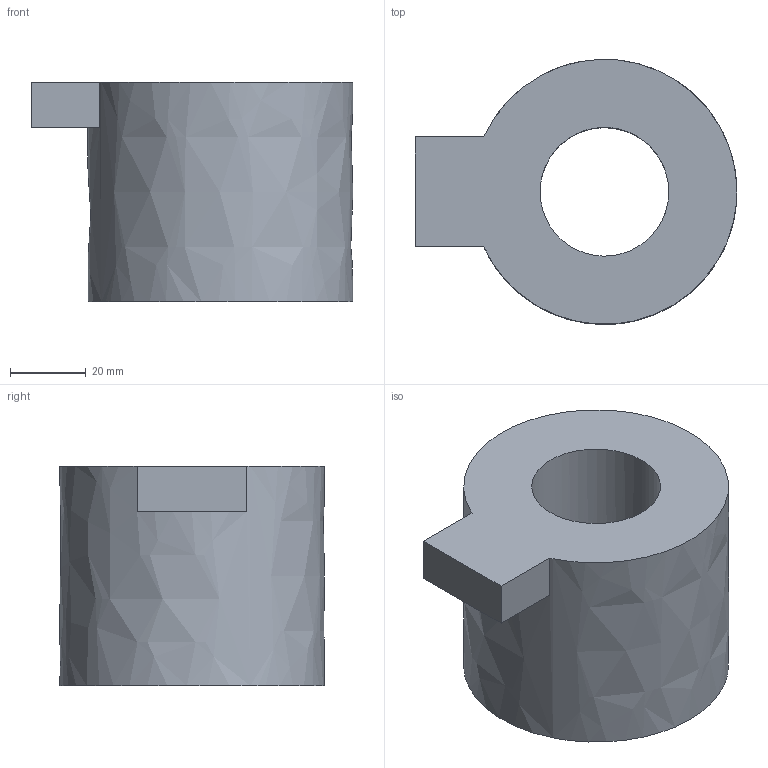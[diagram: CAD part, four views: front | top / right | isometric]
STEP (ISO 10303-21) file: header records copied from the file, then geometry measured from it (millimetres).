
FILE_DESCRIPTION(/* description */ (''),/* implementation_level */ '2;1');
FILE_NAME(/* name */ 'E-TKT_024-structure_N_wheel_coupling_bottom',/* time_stamp */ '2023-04-19T16:06:49-03:00',/* author */ (''),/* organization */ (''),/* preprocessor_version */ 'ST-DEVELOPER v16.5',/* originating_system */ '',/* authorisation */ '');
FILE_SCHEMA (('AUTOMOTIVE_DESIGN'));
Length unit declared in the file: centimetre
Products named in the file (1): Document
Bounding box: 84.97 x 69.99 x 58 mm (x, y, z)
Volume: 174539.1 mm3; surface area: 26195.1 mm2
Topology: 1 solids, 1 shells, 8 faces, 18 edges, 12 vertices
Faces by surface type: plane 6, bspline 2
Entity records: 292 total; most frequent: CARTESIAN_POINT 136, ORIENTED_EDGE 36, EDGE_CURVE 18, VERTEX_POINT 12, EDGE_LOOP 10, B_SPLINE_CURVE_WITH_KNOTS 10, DIRECTION 10, ADVANCED_FACE 8
